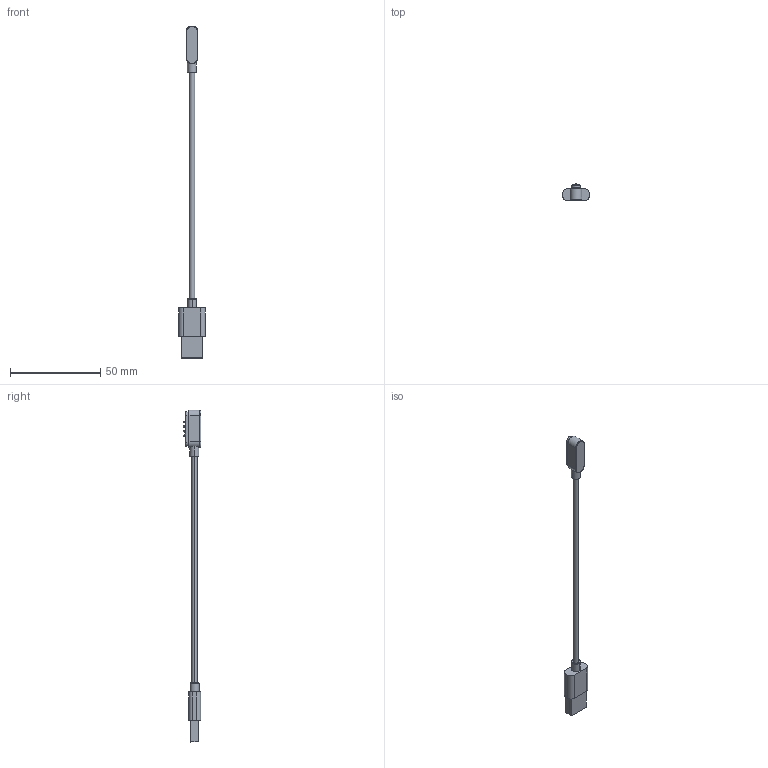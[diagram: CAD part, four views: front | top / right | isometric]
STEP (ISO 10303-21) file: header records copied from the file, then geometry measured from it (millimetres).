
FILE_DESCRIPTION (( 'STEP AP203' ), '1' );
FILE_NAME ('687E0421A510208.STEP', '2023-04-28T12:40:48', ( '' ), ( '' ), 'SwSTEP 2.0', 'SolidWorks 2020', '' );
FILE_SCHEMA (( 'CONFIG_CONTROL_DESIGN' ));
Length unit declared in the file: millimetre
Products named in the file (1): 687E0421A510208
Bounding box: 14.6 x 9.55 x 184.29 mm (x, y, z)
Volume: 3852.1 mm3; surface area: 3654.1 mm2
Topology: 6 solids, 6 shells, 207 faces, 507 edges, 328 vertices
Faces by surface type: plane 114, cylinder 53, bspline 18, cone 12, sphere 8, torus 2
Entity records: 6978 total; most frequent: CARTESIAN_POINT 2132, ORIENTED_EDGE 982, DIRECTION 955, EDGE_CURVE 491, VERTEX_POINT 320, AXIS2_PLACEMENT_3D 319, LINE 317, VECTOR 317
